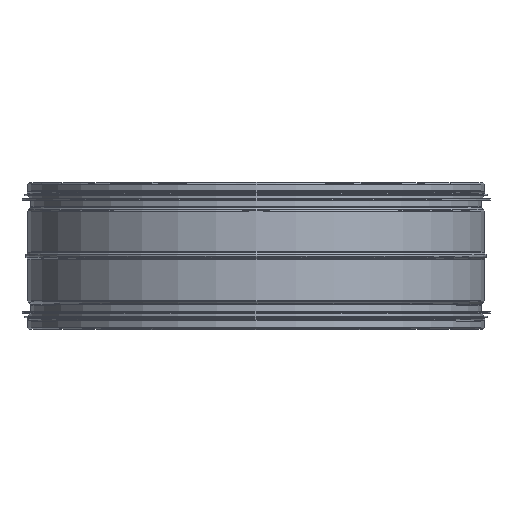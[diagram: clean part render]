
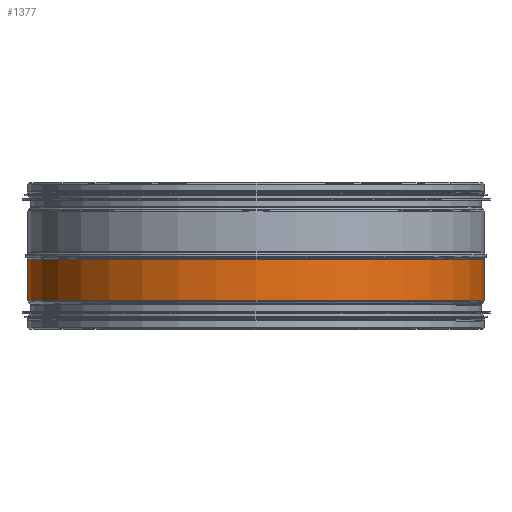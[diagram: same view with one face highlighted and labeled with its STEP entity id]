
A CAD part, top view. The second image highlights one B-rep face of the part: STEP entity #1377.
In plain terms, the highlighted cylindrical face has radius 199.4 mm (diameter 398.8 mm), a full revolution.
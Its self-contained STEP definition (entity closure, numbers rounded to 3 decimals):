
#59=CYLINDRICAL_SURFACE('',#1519,199.4);
#141=FACE_OUTER_BOUND('',#238,.T.);
#238=EDGE_LOOP('',(#1006,#1007,#1008,#1009));
#354=CIRCLE('',#1518,199.4);
#355=CIRCLE('',#1520,199.4);
#420=LINE('',#2148,#500);
#469=LINE('',#2295,#549);
#500=VECTOR('',#1671,35.5);
#549=VECTOR('',#1816,35.5);
#579=VERTEX_POINT('',#2140);
#581=VERTEX_POINT('',#2146);
#629=VERTEX_POINT('',#2287);
#631=VERTEX_POINT('',#2293);
#685=EDGE_CURVE('',#579,#581,#420,.T.);
#758=EDGE_CURVE('',#631,#629,#469,.T.);
#782=EDGE_CURVE('',#631,#579,#354,.T.);
#783=EDGE_CURVE('',#629,#581,#355,.T.);
#1006=ORIENTED_EDGE('',*,*,#685,.T.);
#1007=ORIENTED_EDGE('',*,*,#783,.F.);
#1008=ORIENTED_EDGE('',*,*,#758,.F.);
#1009=ORIENTED_EDGE('',*,*,#782,.T.);
#1377=ADVANCED_FACE('',(#141),#59,.T.);
#1518=AXIS2_PLACEMENT_3D('',#2342,#1873,#1874);
#1519=AXIS2_PLACEMENT_3D('',#2343,#1875,#1876);
#1520=AXIS2_PLACEMENT_3D('',#2344,#1877,#1878);
#1671=DIRECTION('',(0.,1.,0.));
#1816=DIRECTION('',(0.,1.,0.));
#1873=DIRECTION('center_axis',(0.,1.,0.));
#1874=DIRECTION('ref_axis',(1.,0.,0.));
#1875=DIRECTION('center_axis',(0.,1.,0.));
#1876=DIRECTION('ref_axis',(1.,0.,0.));
#1877=DIRECTION('center_axis',(0.,1.,0.));
#1878=DIRECTION('ref_axis',(1.,0.,0.));
#2140=CARTESIAN_POINT('',(199.4,24.5,0.003));
#2146=CARTESIAN_POINT('',(199.4,60.,0.003));
#2148=CARTESIAN_POINT('',(199.4,24.5,0.003));
#2287=CARTESIAN_POINT('',(199.4,60.,0.));
#2293=CARTESIAN_POINT('',(199.4,24.5,0.));
#2295=CARTESIAN_POINT('',(199.4,24.5,0.));
#2342=CARTESIAN_POINT('Origin',(0.,24.5,0.));
#2343=CARTESIAN_POINT('Origin',(0.,63.5,0.));
#2344=CARTESIAN_POINT('Origin',(0.,60.,0.));
